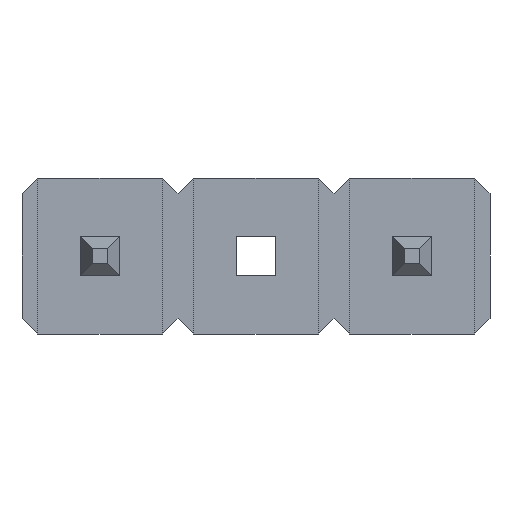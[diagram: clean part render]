
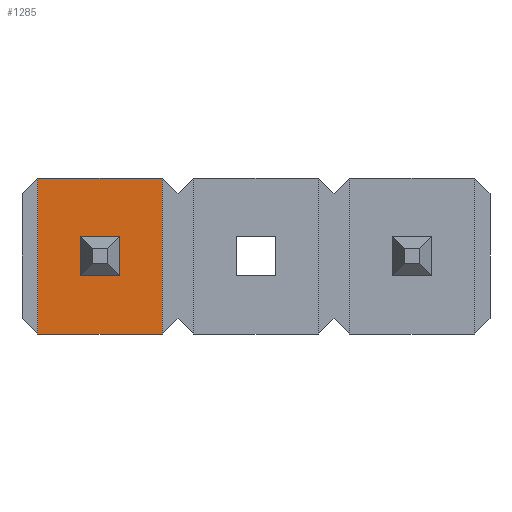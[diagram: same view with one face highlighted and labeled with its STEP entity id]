
A CAD part, front view. The second image highlights one B-rep face of the part: STEP entity #1285.
In plain terms, the highlighted planar face has unit normal (0, -1, 0).
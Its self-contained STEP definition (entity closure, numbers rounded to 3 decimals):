
#14=FACE_BOUND('',#144,.T.);
#69=FACE_OUTER_BOUND('',#143,.T.);
#143=EDGE_LOOP('',(#907,#908,#909,#910));
#144=EDGE_LOOP('',(#911,#912,#913,#914));
#245=LINE('',#1838,#421);
#254=LINE('',#1856,#430);
#257=LINE('',#1862,#433);
#258=LINE('',#1863,#434);
#259=LINE('',#1866,#435);
#260=LINE('',#1868,#436);
#261=LINE('',#1870,#437);
#262=LINE('',#1871,#438);
#421=VECTOR('',#1491,2.54);
#430=VECTOR('',#1508,2.032);
#433=VECTOR('',#1513,2.032);
#434=VECTOR('',#1514,2.54);
#435=VECTOR('',#1515,0.65);
#436=VECTOR('',#1516,0.65);
#437=VECTOR('',#1517,0.65);
#438=VECTOR('',#1518,0.65);
#591=VERTEX_POINT('',#1835);
#592=VERTEX_POINT('',#1837);
#597=VERTEX_POINT('',#1855);
#599=VERTEX_POINT('',#1861);
#600=VERTEX_POINT('',#1864);
#601=VERTEX_POINT('',#1865);
#602=VERTEX_POINT('',#1867);
#603=VERTEX_POINT('',#1869);
#705=EDGE_CURVE('',#592,#591,#245,.T.);
#714=EDGE_CURVE('',#597,#591,#254,.T.);
#717=EDGE_CURVE('',#592,#599,#257,.T.);
#718=EDGE_CURVE('',#599,#597,#258,.T.);
#719=EDGE_CURVE('',#600,#601,#259,.T.);
#720=EDGE_CURVE('',#600,#602,#260,.T.);
#721=EDGE_CURVE('',#602,#603,#261,.T.);
#722=EDGE_CURVE('',#601,#603,#262,.T.);
#907=ORIENTED_EDGE('',*,*,#717,.F.);
#908=ORIENTED_EDGE('',*,*,#705,.T.);
#909=ORIENTED_EDGE('',*,*,#714,.F.);
#910=ORIENTED_EDGE('',*,*,#718,.F.);
#911=ORIENTED_EDGE('',*,*,#719,.F.);
#912=ORIENTED_EDGE('',*,*,#720,.T.);
#913=ORIENTED_EDGE('',*,*,#721,.T.);
#914=ORIENTED_EDGE('',*,*,#722,.F.);
#1211=PLANE('',#1373);
#1285=ADVANCED_FACE('',(#69,#14),#1211,.F.);
#1373=AXIS2_PLACEMENT_3D('',#1860,#1511,#1512);
#1491=DIRECTION('',(0.,0.,-1.));
#1508=DIRECTION('',(-1.,0.,0.));
#1511=DIRECTION('center_axis',(0.,1.,0.));
#1512=DIRECTION('ref_axis',(-1.,0.,0.));
#1513=DIRECTION('',(1.,0.,0.));
#1514=DIRECTION('',(0.,0.,-1.));
#1515=DIRECTION('',(0.,0.,-1.));
#1516=DIRECTION('',(1.,0.,0.));
#1517=DIRECTION('',(0.,0.,-1.));
#1518=DIRECTION('',(1.,0.,0.));
#1835=CARTESIAN_POINT('',(-1.016,0.254,-1.27));
#1837=CARTESIAN_POINT('',(-1.016,0.254,1.27));
#1838=CARTESIAN_POINT('',(-1.016,0.254,1.27));
#1855=CARTESIAN_POINT('',(1.016,0.254,-1.27));
#1856=CARTESIAN_POINT('',(1.016,0.254,-1.27));
#1860=CARTESIAN_POINT('Origin',(1.016,0.254,1.27));
#1861=CARTESIAN_POINT('',(1.016,0.254,1.27));
#1862=CARTESIAN_POINT('',(-1.016,0.254,1.27));
#1863=CARTESIAN_POINT('',(1.016,0.254,1.27));
#1864=CARTESIAN_POINT('',(-0.325,0.254,0.325));
#1865=CARTESIAN_POINT('',(-0.325,0.254,-0.325));
#1866=CARTESIAN_POINT('',(-0.325,0.254,0.325));
#1867=CARTESIAN_POINT('',(0.325,0.254,0.325));
#1868=CARTESIAN_POINT('',(-0.325,0.254,0.325));
#1869=CARTESIAN_POINT('',(0.325,0.254,-0.325));
#1870=CARTESIAN_POINT('',(0.325,0.254,0.325));
#1871=CARTESIAN_POINT('',(-0.325,0.254,-0.325));
